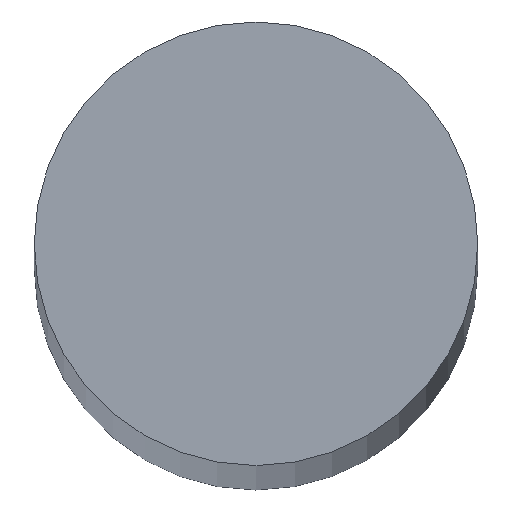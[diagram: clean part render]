
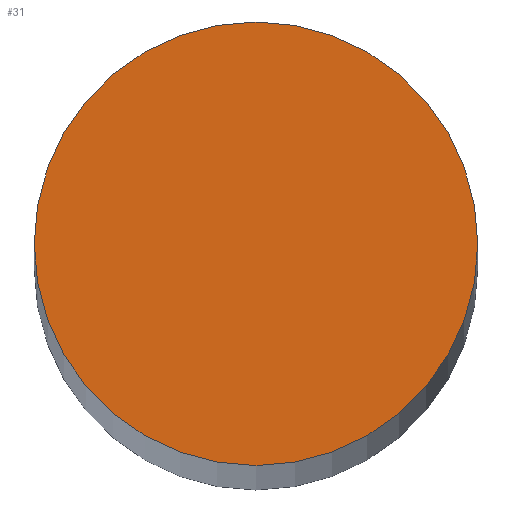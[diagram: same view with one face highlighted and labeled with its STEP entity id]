
A CAD part, top view. The second image highlights one B-rep face of the part: STEP entity #31.
In plain terms, the highlighted planar face has unit normal (0, 0, 1).
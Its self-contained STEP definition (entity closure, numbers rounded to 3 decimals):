
#12 = DIRECTION ( 'NONE',  ( 0., 0., 1. ) ) ;
#23 = ORIENTED_EDGE ( 'NONE', *, *, #98, .T. ) ;
#24 = AXIS2_PLACEMENT_3D ( 'NONE', #133, #99, #79 ) ;
#25 = EDGE_CURVE ( 'NONE', #66, #120, #77, .T. ) ;
#29 = DIRECTION ( 'NONE',  ( 1., 0., 0. ) ) ;
#31 = ADVANCED_FACE ( 'NONE', ( #74 ), #119, .T. ) ;
#38 = EDGE_LOOP ( 'NONE', ( #23, #108 ) ) ;
#45 = CIRCLE ( 'NONE', #24, 4. ) ;
#50 = DIRECTION ( 'NONE',  ( 1., 0., 0. ) ) ;
#56 = CARTESIAN_POINT ( 'NONE',  ( -4., 26., 0. ) ) ;
#66 = VERTEX_POINT ( 'NONE', #56 ) ;
#69 = CARTESIAN_POINT ( 'NONE',  ( 4., 26., 0. ) ) ;
#74 = FACE_OUTER_BOUND ( 'NONE', #38, .T. ) ;
#77 = CIRCLE ( 'NONE', #114, 4. ) ;
#79 = DIRECTION ( 'NONE',  ( 1., 0., 0. ) ) ;
#98 = EDGE_CURVE ( 'NONE', #120, #66, #45, .T. ) ;
#99 = DIRECTION ( 'NONE',  ( 0., 0., 1. ) ) ;
#106 = CARTESIAN_POINT ( 'NONE',  ( 0., 26., 0. ) ) ;
#108 = ORIENTED_EDGE ( 'NONE', *, *, #25, .T. ) ;
#114 = AXIS2_PLACEMENT_3D ( 'NONE', #129, #117, #29 ) ;
#117 = DIRECTION ( 'NONE',  ( 0., 0., 1. ) ) ;
#119 = PLANE ( 'NONE',  #130 ) ;
#120 = VERTEX_POINT ( 'NONE', #69 ) ;
#129 = CARTESIAN_POINT ( 'NONE',  ( 0., 26., 0. ) ) ;
#130 = AXIS2_PLACEMENT_3D ( 'NONE', #106, #12, #50 ) ;
#133 = CARTESIAN_POINT ( 'NONE',  ( 0., 26., 0. ) ) ;
